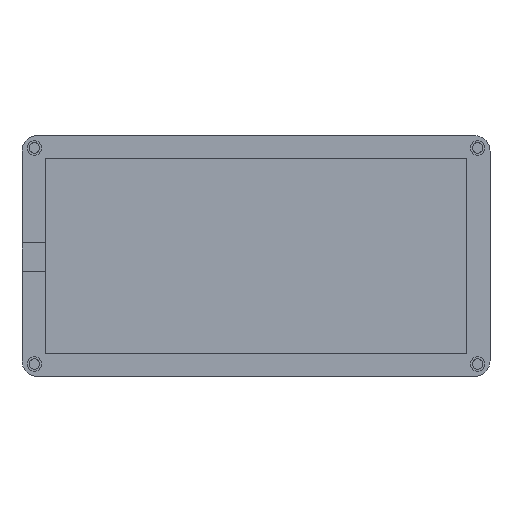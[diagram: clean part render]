
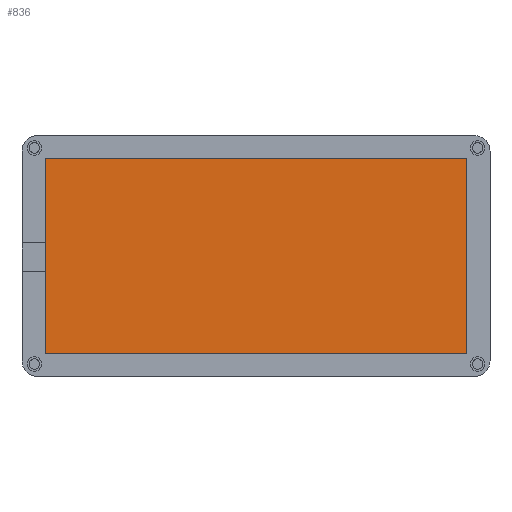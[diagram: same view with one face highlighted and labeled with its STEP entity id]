
A CAD part, top view. The second image highlights one B-rep face of the part: STEP entity #836.
In plain terms, the highlighted planar face has unit normal (0, 0, 1).
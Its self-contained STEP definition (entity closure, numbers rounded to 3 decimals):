
#130=FACE_OUTER_BOUND('',#193,.T.);
#193=EDGE_LOOP('',(#700,#701,#702,#703));
#270=LINE('',#1488,#341);
#271=LINE('',#1490,#342);
#272=LINE('',#1492,#343);
#273=LINE('',#1493,#344);
#341=VECTOR('',#1130,10.);
#342=VECTOR('',#1131,10.);
#343=VECTOR('',#1132,10.);
#344=VECTOR('',#1133,10.);
#417=VERTEX_POINT('',#1486);
#418=VERTEX_POINT('',#1487);
#419=VERTEX_POINT('',#1489);
#420=VERTEX_POINT('',#1491);
#518=EDGE_CURVE('',#417,#418,#270,.T.);
#519=EDGE_CURVE('',#419,#417,#271,.T.);
#520=EDGE_CURVE('',#420,#419,#272,.T.);
#521=EDGE_CURVE('',#418,#420,#273,.T.);
#700=ORIENTED_EDGE('',*,*,#518,.F.);
#701=ORIENTED_EDGE('',*,*,#519,.F.);
#702=ORIENTED_EDGE('',*,*,#520,.F.);
#703=ORIENTED_EDGE('',*,*,#521,.F.);
#789=PLANE('',#927);
#836=ADVANCED_FACE('',(#130),#789,.T.);
#927=AXIS2_PLACEMENT_3D('',#1485,#1128,#1129);
#1128=DIRECTION('center_axis',(0.,0.,1.));
#1129=DIRECTION('ref_axis',(1.,0.,0.));
#1130=DIRECTION('',(0.,1.,0.));
#1131=DIRECTION('',(-1.,0.,0.));
#1132=DIRECTION('',(0.,-1.,0.));
#1133=DIRECTION('',(1.,0.,0.));
#1485=CARTESIAN_POINT('Origin',(68.025,31.375,3.));
#1486=CARTESIAN_POINT('',(0.,0.,3.));
#1487=CARTESIAN_POINT('',(0.,62.75,3.));
#1488=CARTESIAN_POINT('',(0.,15.688,3.));
#1489=CARTESIAN_POINT('',(136.05,0.,3.));
#1490=CARTESIAN_POINT('',(102.038,0.,3.));
#1491=CARTESIAN_POINT('',(136.05,62.75,3.));
#1492=CARTESIAN_POINT('',(136.05,47.063,3.));
#1493=CARTESIAN_POINT('',(34.013,62.75,3.));
